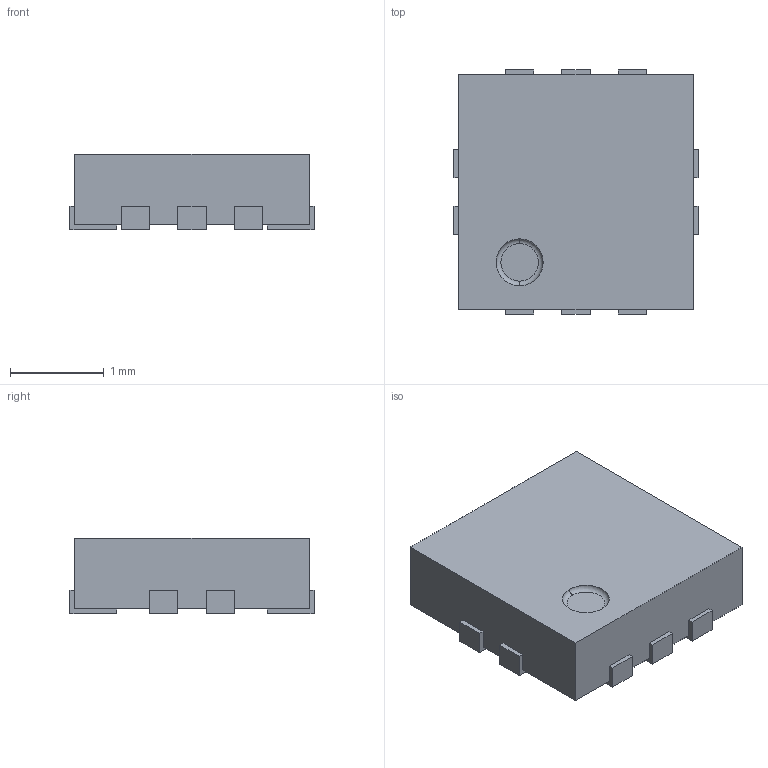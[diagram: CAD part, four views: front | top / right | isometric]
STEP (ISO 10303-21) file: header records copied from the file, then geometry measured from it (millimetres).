
FILE_DESCRIPTION (( 'STEP AP214' ), '1' );
FILE_NAME ( 'QFN60P250X250X80-10.STEP', '2016-10-17T20:13:07', ( '' ), ( '' ), 'FPX Expert 2013', 'PCB Libraries', '' );
FILE_SCHEMA (( 'AUTOMOTIVE_DESIGN' ));
Length unit declared in the file: millimetre
Products named in the file (1): QFN60P250X250X80-10
Bounding box: 2.6 x 2.6 x 0.8 mm (x, y, z)
Volume: 4.8 mm3; surface area: 25.2 mm2
Topology: 11 solids, 11 shells, 89 faces, 198 edges, 132 vertices
Faces by surface type: plane 87, torus 2
Entity records: 2811 total; most frequent: CARTESIAN_POINT 420, ORIENTED_EDGE 396, DIRECTION 384, EDGE_CURVE 198, VECTOR 192, LINE 192, VERTEX_POINT 132, STYLED_ITEM 101
